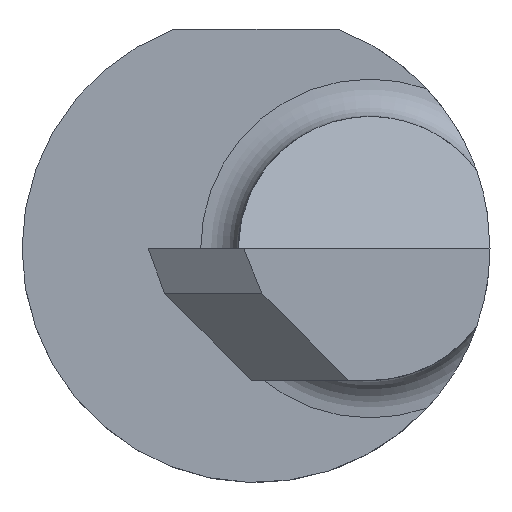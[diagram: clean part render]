
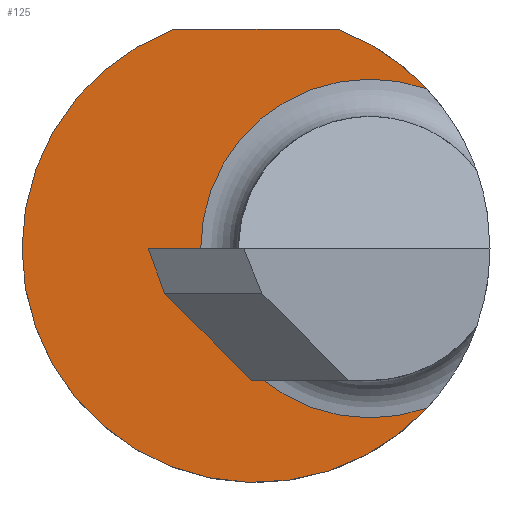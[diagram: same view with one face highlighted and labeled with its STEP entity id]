
A CAD part, left-side view. The second image highlights one B-rep face of the part: STEP entity #125.
In plain terms, the highlighted planar face has unit normal (-1, 0, 0).
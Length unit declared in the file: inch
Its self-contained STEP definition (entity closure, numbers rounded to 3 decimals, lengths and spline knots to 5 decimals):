
#1 = FACE_OUTER_BOUND ( 'NONE', #214, .T. ) ;
#38 = CARTESIAN_POINT ( 'NONE',  ( -1.42, -0.11425, 0.10636 ) ) ;
#48 = VERTEX_POINT ( 'NONE', #38 ) ;
#49 = PLANE ( 'NONE',  #80 ) ;
#56 = DIRECTION ( 'NONE',  ( 0., -1., 0. ) ) ;
#80 = AXIS2_PLACEMENT_3D ( 'NONE', #861, #810, #262 ) ;
#89 = ORIENTED_EDGE ( 'NONE', *, *, #227, .F. ) ;
#125 = ADVANCED_FACE ( 'NONE', ( #1 ), #49, .T. ) ;
#168 = CIRCLE ( 'NONE', #254, 0.1561 ) ;
#188 = EDGE_CURVE ( 'NONE', #48, #642, #390, .T. ) ;
#193 = EDGE_CURVE ( 'NONE', #688, #584, #538, .T. ) ;
#208 = DIRECTION ( 'NONE',  ( 0., -1., 0. ) ) ;
#214 = EDGE_LOOP ( 'NONE', ( #453, #726, #375, #246, #89 ) ) ;
#227 = EDGE_CURVE ( 'NONE', #642, #314, #346, .T. ) ;
#246 = ORIENTED_EDGE ( 'NONE', *, *, #874, .F. ) ;
#254 = AXIS2_PLACEMENT_3D ( 'NONE', #707, #452, #374 ) ;
#255 = AXIS2_PLACEMENT_3D ( 'NONE', #342, #473, #276 ) ;
#257 = VECTOR ( 'NONE', #866, 39.37008 ) ;
#262 = DIRECTION ( 'NONE',  ( 0., -1., 0. ) ) ;
#266 = DIRECTION ( 'NONE',  ( -1., 0., 0. ) ) ;
#274 = CARTESIAN_POINT ( 'NONE',  ( -1.42, -0.11425, -0.10636 ) ) ;
#276 = DIRECTION ( 'NONE',  ( 0., -1., 0. ) ) ;
#314 = VERTEX_POINT ( 'NONE', #316 ) ;
#316 = CARTESIAN_POINT ( 'NONE',  ( -1.42, 0.1561, 0. ) ) ;
#342 = CARTESIAN_POINT ( 'NONE',  ( -1.42, 0., 0. ) ) ;
#346 = CIRCLE ( 'NONE', #373, 0.1561 ) ;
#347 = CARTESIAN_POINT ( 'NONE',  ( -1.42, 0.05497, 0.1461 ) ) ;
#371 = EDGE_CURVE ( 'NONE', #688, #48, #168, .T. ) ;
#373 = AXIS2_PLACEMENT_3D ( 'NONE', #489, #819, #208 ) ;
#374 = DIRECTION ( 'NONE',  ( 0., -1., 0. ) ) ;
#375 = ORIENTED_EDGE ( 'NONE', *, *, #193, .T. ) ;
#390 = CIRCLE ( 'NONE', #869, 0.113 ) ;
#452 = DIRECTION ( 'NONE',  ( 1., 0., 0. ) ) ;
#453 = ORIENTED_EDGE ( 'NONE', *, *, #188, .F. ) ;
#473 = DIRECTION ( 'NONE',  ( 1., 0., 0. ) ) ;
#489 = CARTESIAN_POINT ( 'NONE',  ( -1.42, 0., 0. ) ) ;
#524 = CIRCLE ( 'NONE', #255, 0.1561 ) ;
#533 = CARTESIAN_POINT ( 'NONE',  ( -1.42, 0.1811, 0.1461 ) ) ;
#538 = LINE ( 'NONE', #533, #257 ) ;
#584 = VERTEX_POINT ( 'NONE', #347 ) ;
#594 = CARTESIAN_POINT ( 'NONE',  ( -1.42, -0.0761, 0. ) ) ;
#642 = VERTEX_POINT ( 'NONE', #274 ) ;
#688 = VERTEX_POINT ( 'NONE', #732 ) ;
#707 = CARTESIAN_POINT ( 'NONE',  ( -1.42, 0., 0. ) ) ;
#726 = ORIENTED_EDGE ( 'NONE', *, *, #371, .F. ) ;
#732 = CARTESIAN_POINT ( 'NONE',  ( -1.42, -0.05497, 0.1461 ) ) ;
#810 = DIRECTION ( 'NONE',  ( -1., 0., 0. ) ) ;
#819 = DIRECTION ( 'NONE',  ( 1., 0., 0. ) ) ;
#861 = CARTESIAN_POINT ( 'NONE',  ( -1.42, 0.1561, 0. ) ) ;
#866 = DIRECTION ( 'NONE',  ( 0., 1., 0. ) ) ;
#869 = AXIS2_PLACEMENT_3D ( 'NONE', #594, #266, #56 ) ;
#874 = EDGE_CURVE ( 'NONE', #314, #584, #524, .T. ) ;
